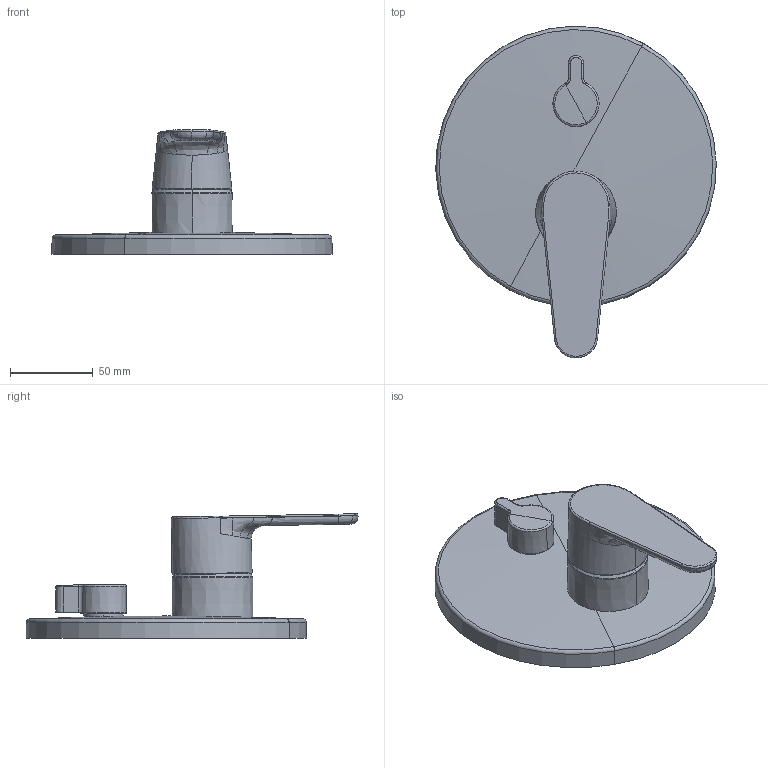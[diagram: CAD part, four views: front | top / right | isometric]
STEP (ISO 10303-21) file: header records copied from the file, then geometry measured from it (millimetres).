
FILE_DESCRIPTION (( 'STEP AP203' ), '1' );
FILE_NAME ('82603063(2022).STEP', '2022-01-03T10:56:31', ( '' ), ( '' ), 'SwSTEP 2.0', 'SolidWorks 2016', '' );
FILE_SCHEMA (( 'CONFIG_CONTROL_DESIGN' ));
Length unit declared in the file: millimetre
Products named in the file (1): 82603063(2022)
Bounding box: 169.95 x 201.09 x 75.39 mm (x, y, z)
Volume: 417837.6 mm3; surface area: 67060.5 mm2
Topology: 1 solids, 1 shells, 72 faces, 175 edges, 108 vertices
Faces by surface type: bspline 33, torus 12, plane 8, cone 7, sphere 6, cylinder 6
Entity records: 6693 total; most frequent: CARTESIAN_POINT 5205, ORIENTED_EDGE 350, DIRECTION 201, EDGE_CURVE 175, VERTEX_POINT 108, B_SPLINE_CURVE_WITH_KNOTS 105, AXIS2_PLACEMENT_3D 91, EDGE_LOOP 75
